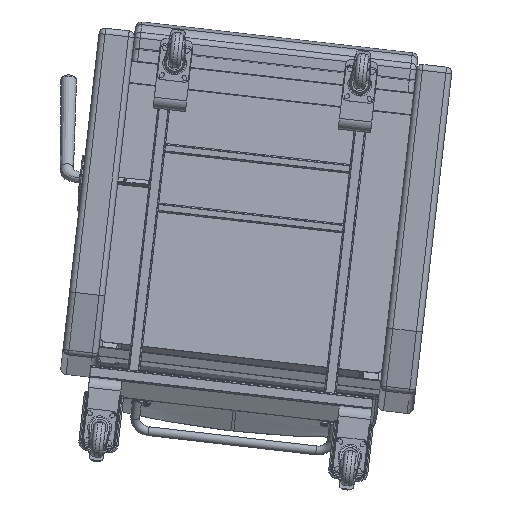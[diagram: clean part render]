
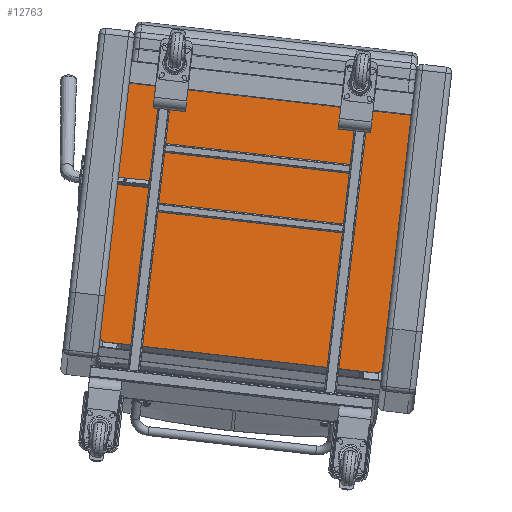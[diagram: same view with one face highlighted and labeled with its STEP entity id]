
A CAD part, front view. The second image highlights one B-rep face of the part: STEP entity #12763.
In plain terms, the highlighted face is planar.
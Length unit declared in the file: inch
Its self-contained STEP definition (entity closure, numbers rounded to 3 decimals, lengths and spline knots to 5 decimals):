
#539=PLANE('',#13923);
#1257=LINE('',#20067,#2165);
#1274=LINE('',#20178,#2182);
#1275=LINE('',#20180,#2183);
#1276=LINE('',#20181,#2184);
#2165=VECTOR('',#15842,0.3937);
#2182=VECTOR('',#15937,0.3937);
#2183=VECTOR('',#15938,0.3937);
#2184=VECTOR('',#15939,0.3937);
#3429=FACE_OUTER_BOUND('',#4252,.T.);
#4252=EDGE_LOOP('',(#9314,#9315,#9316,#9317,#9318,#9319));
#5149=CIRCLE('',#13859,0.5);
#5174=CIRCLE('',#13904,0.5);
#5855=VERTEX_POINT('',#20015);
#5856=VERTEX_POINT('',#20017);
#5872=VERTEX_POINT('',#20065);
#5885=VERTEX_POINT('',#20147);
#5892=VERTEX_POINT('',#20177);
#5893=VERTEX_POINT('',#20179);
#7137=EDGE_CURVE('',#5855,#5856,#5149,.T.);
#7162=EDGE_CURVE('',#5855,#5872,#1257,.T.);
#7186=EDGE_CURVE('',#5885,#5872,#5174,.T.);
#7200=EDGE_CURVE('',#5892,#5885,#1274,.T.);
#7201=EDGE_CURVE('',#5893,#5892,#1275,.T.);
#7202=EDGE_CURVE('',#5893,#5856,#1276,.T.);
#9314=ORIENTED_EDGE('',*,*,#7137,.F.);
#9315=ORIENTED_EDGE('',*,*,#7162,.T.);
#9316=ORIENTED_EDGE('',*,*,#7186,.F.);
#9317=ORIENTED_EDGE('',*,*,#7200,.F.);
#9318=ORIENTED_EDGE('',*,*,#7201,.F.);
#9319=ORIENTED_EDGE('',*,*,#7202,.T.);
#12763=ADVANCED_FACE('',(#3429),#539,.T.);
#13859=AXIS2_PLACEMENT_3D('',#20018,#15783,#15784);
#13904=AXIS2_PLACEMENT_3D('',#20149,#15895,#15896);
#13923=AXIS2_PLACEMENT_3D('',#20176,#15935,#15936);
#15783=DIRECTION('center_axis',(0.,1.,0.));
#15784=DIRECTION('ref_axis',(-0.707,0.,-0.707));
#15842=DIRECTION('',(1.,0.,0.));
#15895=DIRECTION('center_axis',(0.,1.,0.));
#15896=DIRECTION('ref_axis',(0.707,0.,-0.707));
#15935=DIRECTION('center_axis',(0.,-1.,0.));
#15936=DIRECTION('ref_axis',(0.,0.,-1.));
#15937=DIRECTION('',(0.,0.,-1.));
#15938=DIRECTION('',(1.,0.,0.));
#15939=DIRECTION('',(0.,0.,-1.));
#20015=CARTESIAN_POINT('',(0.5,0.,0.));
#20017=CARTESIAN_POINT('',(0.,0.,0.5));
#20018=CARTESIAN_POINT('Origin',(0.5,0.,0.5));
#20065=CARTESIAN_POINT('',(23.5,0.,0.));
#20067=CARTESIAN_POINT('',(0.,0.,0.));
#20147=CARTESIAN_POINT('',(24.,0.,0.5));
#20149=CARTESIAN_POINT('Origin',(23.5,0.,0.5));
#20176=CARTESIAN_POINT('Origin',(0.,0.,22.));
#20177=CARTESIAN_POINT('',(24.,0.,22.));
#20178=CARTESIAN_POINT('',(24.,0.,22.));
#20179=CARTESIAN_POINT('',(0.,0.,22.));
#20180=CARTESIAN_POINT('',(0.,0.,22.));
#20181=CARTESIAN_POINT('',(0.,0.,22.));
